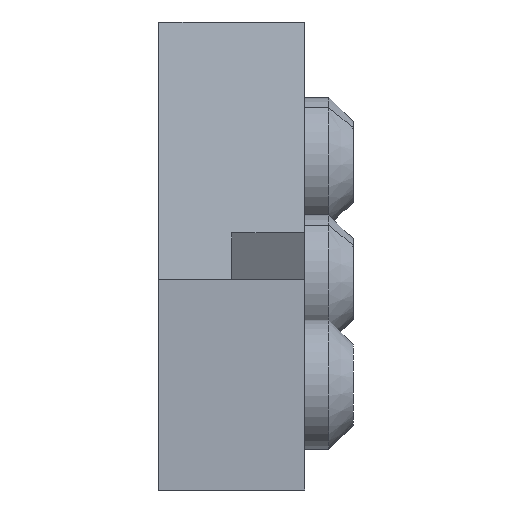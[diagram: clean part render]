
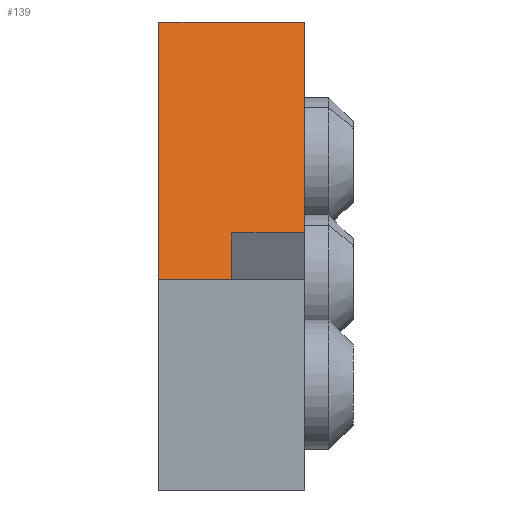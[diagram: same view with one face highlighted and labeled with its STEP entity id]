
A CAD part, left-side view. The second image highlights one B-rep face of the part: STEP entity #139.
In plain terms, the highlighted face is planar.
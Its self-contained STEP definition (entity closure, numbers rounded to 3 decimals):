
#9 = EDGE_LOOP ( 'NONE', ( #110, #54, #47, #107, #86, #102 ) ) ;
#47 = ORIENTED_EDGE ( 'NONE', *, *, #1878, .T. ) ;
#54 = ORIENTED_EDGE ( 'NONE', *, *, #1881, .T. ) ;
#86 = ORIENTED_EDGE ( 'NONE', *, *, #1865, .T. ) ;
#102 = ORIENTED_EDGE ( 'NONE', *, *, #1858, .T. ) ;
#107 = ORIENTED_EDGE ( 'NONE', *, *, #1880, .T. ) ;
#110 = ORIENTED_EDGE ( 'NONE', *, *, #1872, .T. ) ;
#139 = ADVANCED_FACE ( 'NONE', ( #527 ), #2287, .T. ) ;
#527 = FACE_OUTER_BOUND ( 'NONE', #9, .T. ) ;
#576 = VERTEX_POINT ( 'NONE', #735 ) ;
#577 = VERTEX_POINT ( 'NONE', #736 ) ;
#592 = VERTEX_POINT ( 'NONE', #751 ) ;
#594 = VERTEX_POINT ( 'NONE', #753 ) ;
#598 = VERTEX_POINT ( 'NONE', #757 ) ;
#599 = VERTEX_POINT ( 'NONE', #758 ) ;
#735 = CARTESIAN_POINT ( 'NONE',  ( 26., 9., 6.5 ) ) ;
#736 = CARTESIAN_POINT ( 'NONE',  ( 0., 0., 6.5 ) ) ;
#751 = CARTESIAN_POINT ( 'NONE',  ( 26., 4.5, 6.5 ) ) ;
#753 = CARTESIAN_POINT ( 'NONE',  ( 0., 9., 6.5 ) ) ;
#757 = CARTESIAN_POINT ( 'NONE',  ( 33.5, 4.5, 6.5 ) ) ;
#758 = CARTESIAN_POINT ( 'NONE',  ( 33.5, 0., 6.5 ) ) ;
#806 = CARTESIAN_POINT ( 'NONE',  ( 0., 9., 6.5 ) ) ;
#807 = DIRECTION ( 'NONE',  ( 0., -1., 0. ) ) ;
#821 = CARTESIAN_POINT ( 'NONE',  ( 26., 9., 6.5 ) ) ;
#822 = DIRECTION ( 'NONE',  ( -1., 0., 0. ) ) ;
#834 = CARTESIAN_POINT ( 'NONE',  ( 0., 0., 6.5 ) ) ;
#835 = DIRECTION ( 'NONE',  ( 1., 0., 0. ) ) ;
#851 = CARTESIAN_POINT ( 'NONE',  ( 40., 4.5, 6.5 ) ) ;
#857 = DIRECTION ( 'NONE',  ( -1., 0., 0. ) ) ;
#860 = CARTESIAN_POINT ( 'NONE',  ( 26., 4.5, 6.5 ) ) ;
#861 = DIRECTION ( 'NONE',  ( 0., 1., 0. ) ) ;
#862 = CARTESIAN_POINT ( 'NONE',  ( 33.5, 4.5, 6.5 ) ) ;
#863 = DIRECTION ( 'NONE',  ( 0., 1., 0. ) ) ;
#1634 = AXIS2_PLACEMENT_3D ( 'NONE', #2289, #2290, #2291 ) ;
#1858 = EDGE_CURVE ( 'NONE', #594, #577, #2167, .T. ) ;
#1865 = EDGE_CURVE ( 'NONE', #576, #594, #2179, .T. ) ;
#1872 = EDGE_CURVE ( 'NONE', #577, #599, #2189, .T. ) ;
#1878 = EDGE_CURVE ( 'NONE', #598, #592, #2193, .T. ) ;
#1880 = EDGE_CURVE ( 'NONE', #592, #576, #2201, .T. ) ;
#1881 = EDGE_CURVE ( 'NONE', #599, #598, #2203, .T. ) ;
#2167 = LINE ( 'NONE', #806, #2170 ) ;
#2170 = VECTOR ( 'NONE', #807, 1000. ) ;
#2179 = LINE ( 'NONE', #821, #2182 ) ;
#2182 = VECTOR ( 'NONE', #822, 1000. ) ;
#2189 = LINE ( 'NONE', #834, #2191 ) ;
#2191 = VECTOR ( 'NONE', #835, 1000. ) ;
#2193 = LINE ( 'NONE', #851, #2200 ) ;
#2200 = VECTOR ( 'NONE', #857, 1000. ) ;
#2201 = LINE ( 'NONE', #860, #2204 ) ;
#2203 = LINE ( 'NONE', #862, #2206 ) ;
#2204 = VECTOR ( 'NONE', #861, 1000. ) ;
#2206 = VECTOR ( 'NONE', #863, 1000. ) ;
#2287 = PLANE ( 'NONE',  #1634 ) ;
#2289 = CARTESIAN_POINT ( 'NONE',  ( 0., 0., 6.5 ) ) ;
#2290 = DIRECTION ( 'NONE',  ( 0., 0., 1. ) ) ;
#2291 = DIRECTION ( 'NONE',  ( 1., 0., 0. ) ) ;
